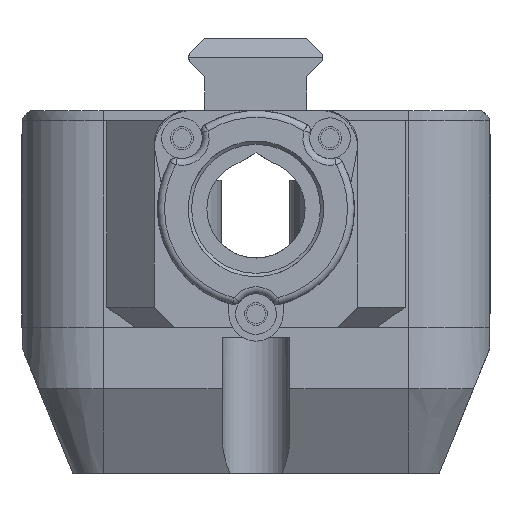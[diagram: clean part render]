
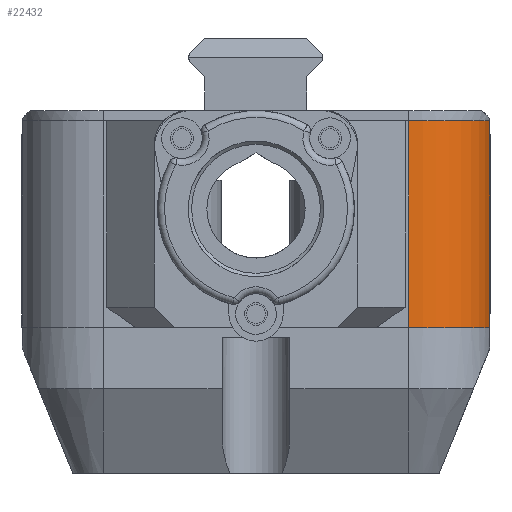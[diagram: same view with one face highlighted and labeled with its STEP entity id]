
A CAD part, front view. The second image highlights one B-rep face of the part: STEP entity #22432.
In plain terms, the highlighted cylindrical face has radius 12 mm (diameter 24 mm), a partial arc.
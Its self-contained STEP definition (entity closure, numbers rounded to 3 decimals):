
#1944=CIRCLE('',#23368,12.);
#1989=CIRCLE('',#23702,12.);
#2259=CYLINDRICAL_SURFACE('',#23896,12.);
#3467=FACE_OUTER_BOUND('',#4806,.T.);
#4806=EDGE_LOOP('',(#20526,#20527,#20528,#20529));
#6692=LINE('',#44494,#8554);
#6693=LINE('',#44496,#8555);
#8554=VECTOR('',#28552,10.);
#8555=VECTOR('',#28555,10.);
#9407=VERTEX_POINT('',#33737);
#9408=VERTEX_POINT('',#33739);
#10588=VERTEX_POINT('',#43751);
#10589=VERTEX_POINT('',#43753);
#12026=EDGE_CURVE('',#9407,#9408,#1944,.T.);
#13784=EDGE_CURVE('',#10589,#10588,#1989,.T.);
#14021=EDGE_CURVE('',#9407,#10589,#6692,.T.);
#14022=EDGE_CURVE('',#9408,#10588,#6693,.T.);
#20526=ORIENTED_EDGE('',*,*,#13784,.T.);
#20527=ORIENTED_EDGE('',*,*,#14022,.F.);
#20528=ORIENTED_EDGE('',*,*,#12026,.F.);
#20529=ORIENTED_EDGE('',*,*,#14021,.T.);
#22432=ADVANCED_FACE('',(#3467),#2259,.T.);
#23368=AXIS2_PLACEMENT_3D('',#33740,#26421,#26422);
#23702=AXIS2_PLACEMENT_3D('',#43754,#28056,#28057);
#23896=AXIS2_PLACEMENT_3D('',#44495,#28553,#28554);
#26421=DIRECTION('center_axis',(0.,0.,-1.));
#26422=DIRECTION('ref_axis',(1.,0.,0.));
#28056=DIRECTION('center_axis',(0.,0.,-1.));
#28057=DIRECTION('ref_axis',(0.,-1.,0.));
#28552=DIRECTION('',(0.,0.,1.));
#28553=DIRECTION('center_axis',(0.,0.,1.));
#28554=DIRECTION('ref_axis',(0.,-1.,0.));
#28555=DIRECTION('',(0.,0.,1.));
#33737=CARTESIAN_POINT('',(34.5,-40.,-4.5));
#33739=CARTESIAN_POINT('',(22.5,-52.,-4.5));
#33740=CARTESIAN_POINT('Origin',(22.5,-40.,-4.5));
#43751=CARTESIAN_POINT('',(22.5,-52.,26.));
#43753=CARTESIAN_POINT('',(34.5,-40.,26.));
#43754=CARTESIAN_POINT('Origin',(22.5,-40.,26.));
#44494=CARTESIAN_POINT('',(34.5,-40.,0.));
#44495=CARTESIAN_POINT('Origin',(22.5,-40.,0.));
#44496=CARTESIAN_POINT('',(22.5,-52.,0.));
